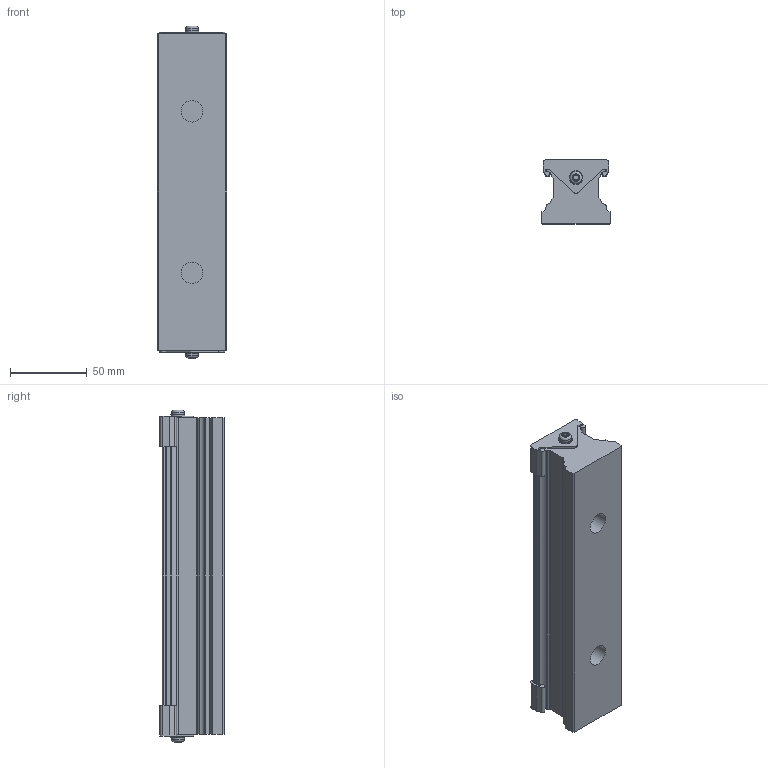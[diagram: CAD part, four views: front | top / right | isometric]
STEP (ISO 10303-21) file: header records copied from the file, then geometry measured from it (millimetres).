
FILE_DESCRIPTION (( 'STEP AP214' ), '1' );
FILE_NAME ('Rexroth-Ball-Rail-R160546461-206-50.5.step', '2020-07-02T11:17:19', ( '' ), ( '' ), 'SwSTEP 2.0', 'SolidWorks 2010', '' );
FILE_SCHEMA (( 'AUTOMOTIVE_DESIGN' ));
Length unit declared in the file: millimetre
Products named in the file (6): Rexroth-Ball-Rail-R160546461-206-50.5_Rail-1605-45-Coverstrip-BoschRexroth; Rexroth-End-Cap-1619-439-20_Coverplate-Rail-1605-45-BoschRexroth; Rexroth-Cover-Strip-1619-439-20-206_CoverStrip-Rail-1605-45-BoschRexroth; Rexroth-Washer-1619-439-20_Washer-Rail-1605-M4-BoschRexroth; Rexroth-Screw-1619-439-20_Screw-Rail-1605-M4x8-BoschRexroth; Rexroth-Ball-Rail-R160546461-206-50.5
Assembly tree (8 placements, depth 2):
  Rexroth-Ball-Rail-R160546461-206-50.5
    Rexroth-Ball-Rail-R160546461-206-50.5_Rail-1605-45-Coverstrip-BoschRexroth
    Rexroth-End-Cap-1619-439-20_Coverplate-Rail-1605-45-BoschRexroth  x2
    Rexroth-Cover-Strip-1619-439-20-206_CoverStrip-Rail-1605-45-BoschRexroth
    Rexroth-Washer-1619-439-20_Washer-Rail-1605-M4-BoschRexroth  x2
    Rexroth-Screw-1619-439-20_Screw-Rail-1605-M4x8-BoschRexroth  x2
Bounding box: 45 x 41.7 x 215.8 mm (x, y, z)
Volume: 282518.8 mm3; surface area: 67810.4 mm2
Topology: 8 solids, 8 shells, 176 faces, 452 edges, 298 vertices
Faces by surface type: cylinder 88, plane 78, cone 8, torus 2
Full cylindrical faces by diameter (mm): 3.175 x2, 4 x6, 4.3 x2, 8 x2, 9 x2, 14 x2, 20 x2
Entity records: 4082 total; most frequent: DIRECTION 714, CARTESIAN_POINT 661, ORIENTED_EDGE 618, EDGE_CURVE 309, AXIS2_PLACEMENT_3D 268, VERTEX_POINT 215, VECTOR 178, LINE 178
